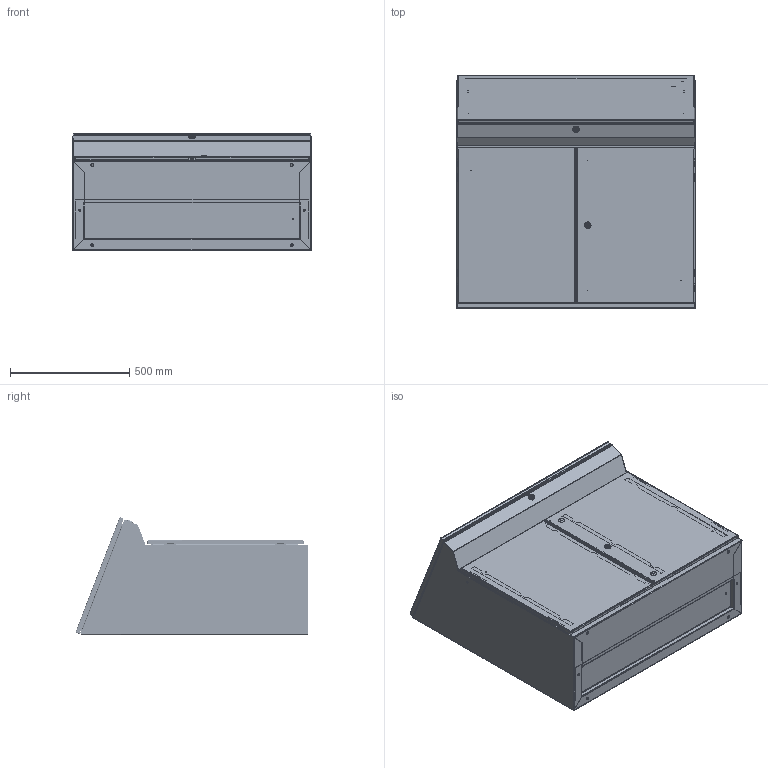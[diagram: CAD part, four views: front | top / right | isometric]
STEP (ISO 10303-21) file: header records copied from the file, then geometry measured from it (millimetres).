
FILE_DESCRIPTION (( 'STEP AP214' ), '1' );
FILE_NAME ('0335-1010-49-07.STEP', '2019-01-14T07:15:15', ( '' ), ( '' ), 'SwSTEP 2.0', 'SolidWorks 2017', '' );
FILE_SCHEMA (( 'AUTOMOTIVE_DESIGN' ));
Length unit declared in the file: millimetre
Products named in the file (71): 8101-216-9022; W0172587~0; 8000-0965-05-12; Bolzen_M8x35; 3080-0108-29-20~0; W0176332~0; 8000-0985-04-00; 8101-900-0000.0-4982~0; 8101-200-1703~0; 8101-200-3623.51; 8101-200-9601~0; 8101-200-9032~0; 8000-0985-05-00; W0172508~0; 8101-200-9518~0; 8101-W0035025~0; 3080-0108-29-10~0; 8101-9999-02-00_Flexibel <Standard>; 8000-0125-06-00; W0000544~0; W0010878~0; W0172505~0; 8101-W0014213~1; W0002878~0; W0172515~0; 8000-6799-04-00; 8101-200-9131; 0335-0000-00-01~0; W0002879~0; 8101-200-9018~0; 8000-7985-04-10; 8000-W0012486~0; W0089209~0; W0172506~0; W0176333~0; W0002596~0; W0172516~0; W0172590~0; 3080-7214-17-23_Flexibel <Standard>; Bolzen_M4x8 ...
Assembly tree (129 placements, depth 6):
  0335-1010-49-07
    W0172505~0
      W0172506~0
      Bolzen_M6x16  x4
      Bolzen_M8x35  x6
    W0172508~0
      W0172509~0
      3070-0102-38-00~0
      8101-200-0901~0
      8101-200-9018~0
        W0002596~0
        8101-203-0902~0
      8101-200-9131
      8101-200-9032~0
      8101-200-1703~0
    W0172512~0
    W0172515~0
      W0172516~0
      W0172517~0
      W0172518~0
      Bolzen_M4x8  x4
      3080-0108-29-20~0
        W0002880~0  x2
        W0089209~0
        W0089210~0
      8000-0985-04-00  x8
      8000-7985-04-10  x4
      8000-7603-04-08-14  x4
      3080-0108-29-10~0
        W0002880~0  x2
        W0002879~0
        W0002878~0
      8101-216-9022  x2
        W0000547~0
        W0000544~0
        W0000314~0
        8000-6799-04-00
      8000-0965-05-12  x4
      8000-0985-05-00  x4
      8000-7603-05-09-14  x4
      8000-0923-06-12
      8000-0985-06-00
      8000-0125-06-00
      Bolzen_M6x16
      0335-0000-00-01~0
    W0172591~1
    8000-0000-00-08  x2
    W0176332~0
      W0172587~0
      W0172588~0  x2
      Bolzen_M6x16
      8101-9999-02-00_Flexibel <Standard>  x2
        3080-7214-17-23_Flexibel <Standard>
          W0010888~0
            W0010878~0
            W0010877~0  x2
          W0010876~0
        8000-W0012486~0
        8101-W0014213~1
      8101-W0035025~0  x2
Bounding box: 1000 x 976.31 x 491.88 mm (x, y, z)
Volume: 6909368 mm3; surface area: 8201121.1 mm2
Topology: 137 solids, 139 shells, 5654 faces, 13711 edges, 8519 vertices
Faces by surface type: plane 2848, cylinder 1705, cone 465, bspline 460, torus 152, sphere 24
Entity records: 130341 total; most frequent: CARTESIAN_POINT 41936, ORIENTED_EDGE 16604, DIRECTION 15392, EDGE_CURVE 8302, VERTEX_POINT 5232, AXIS2_PLACEMENT_3D 5176, VECTOR 5040, LINE 5040
